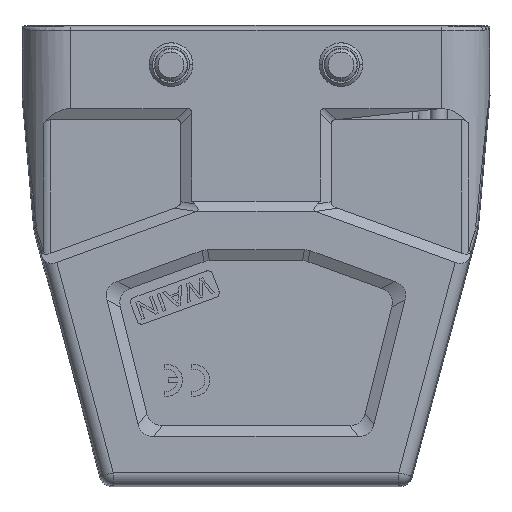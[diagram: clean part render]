
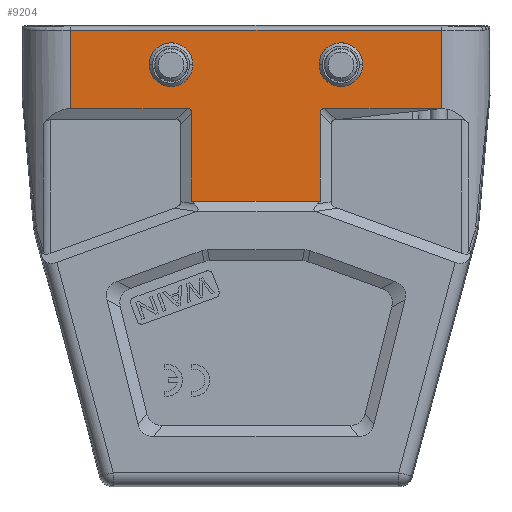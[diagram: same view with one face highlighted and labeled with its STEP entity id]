
A CAD part, front view. The second image highlights one B-rep face of the part: STEP entity #9204.
In plain terms, the highlighted planar face has unit normal (0, -1, 0).
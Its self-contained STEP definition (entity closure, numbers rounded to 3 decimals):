
#333=DIRECTION('',(0.,0.,1.));
#334=VECTOR('',#333,12.217);
#335=CARTESIAN_POINT('',(28.878,-21.5,-13.));
#336=LINE('',#335,#334);
#347=CARTESIAN_POINT('',(28.878,-21.5,
-0.783));
#362=DIRECTION('',(-1.,0.,0.));
#363=VECTOR('',#362,57.755);
#364=CARTESIAN_POINT('',(28.878,-21.5,
-0.783));
#365=LINE('',#364,#363);
#370=DIRECTION('',(-1.,0.,0.));
#371=VECTOR('',#370,18.128);
#372=CARTESIAN_POINT('',(28.878,-21.5,-13.));
#373=LINE('',#372,#371);
#374=CARTESIAN_POINT('',(10.75,-21.5,-13.));
#375=CARTESIAN_POINT('',(10.5,-21.5,-13.));
#376=CARTESIAN_POINT('',(10.138,-21.5,-13.138));
#377=CARTESIAN_POINT('',(10.,-21.5,-13.5));
#378=CARTESIAN_POINT('',(10.,-21.5,-13.75));
#380=DIRECTION('',(0.,0.,-1.));
#381=VECTOR('',#380,13.706);
#382=CARTESIAN_POINT('',(10.,-21.5,-13.75));
#383=LINE('',#382,#381);
#384=DIRECTION('',(0.,0.,1.));
#385=VECTOR('',#384,13.706);
#386=CARTESIAN_POINT('',(-10.,-21.5,-27.456));
#387=LINE('',#386,#385);
#388=CARTESIAN_POINT('',(-10.,-21.5,-13.75));
#389=CARTESIAN_POINT('',(-10.,-21.5,-13.5));
#390=CARTESIAN_POINT('',(-10.138,-21.5,-13.138));
#391=CARTESIAN_POINT('',(-10.5,-21.5,-13.));
#392=CARTESIAN_POINT('',(-10.75,-21.5,-13.));
#394=DIRECTION('',(-1.,0.,0.));
#395=VECTOR('',#394,18.128);
#396=CARTESIAN_POINT('',(-10.75,-21.5,-13.));
#397=LINE('',#396,#395);
#398=CARTESIAN_POINT('',(16.65,-21.5,-6.139));
#399=CARTESIAN_POINT('',(16.65,-21.5,-5.858));
#400=CARTESIAN_POINT('',(16.582,-21.5,-5.315));
#401=CARTESIAN_POINT('',(16.288,-21.5,-4.538));
#402=CARTESIAN_POINT('',(15.815,-21.5,-3.857));
#403=CARTESIAN_POINT('',(15.205,-21.5,-3.318));
#404=CARTESIAN_POINT('',(14.476,-21.5,-2.932));
#405=CARTESIAN_POINT('',(13.675,-21.5,-2.732));
#406=CARTESIAN_POINT('',(12.851,-21.5,-2.729));
#407=CARTESIAN_POINT('',(12.05,-21.5,-2.922));
#408=CARTESIAN_POINT('',(11.316,-21.5,-3.302));
#409=CARTESIAN_POINT('',(10.698,-21.5,-3.843));
#410=CARTESIAN_POINT('',(10.216,-21.5,-4.528));
#411=CARTESIAN_POINT('',(9.918,-21.5,-5.313));
#412=CARTESIAN_POINT('',(9.85,-21.5,-5.857));
#413=CARTESIAN_POINT('',(9.85,-21.5,-6.139));
#415=CARTESIAN_POINT('',(9.85,-21.5,-6.139));
#416=CARTESIAN_POINT('',(9.85,-21.5,-6.42));
#417=CARTESIAN_POINT('',(9.918,-21.5,-6.963));
#418=CARTESIAN_POINT('',(10.212,-21.5,-7.74));
#419=CARTESIAN_POINT('',(10.685,-21.5,-8.42));
#420=CARTESIAN_POINT('',(11.295,-21.5,-8.96));
#421=CARTESIAN_POINT('',(12.024,-21.5,-9.346));
#422=CARTESIAN_POINT('',(12.825,-21.5,-9.546));
#423=CARTESIAN_POINT('',(13.649,-21.5,-9.549));
#424=CARTESIAN_POINT('',(14.45,-21.5,-9.356));
#425=CARTESIAN_POINT('',(15.184,-21.5,-8.975));
#426=CARTESIAN_POINT('',(15.802,-21.5,-8.435));
#427=CARTESIAN_POINT('',(16.284,-21.5,-7.749));
#428=CARTESIAN_POINT('',(16.582,-21.5,-6.965));
#429=CARTESIAN_POINT('',(16.65,-21.5,-6.42));
#430=CARTESIAN_POINT('',(16.65,-21.5,-6.139));
#432=CARTESIAN_POINT('',(-9.85,-21.5,-6.139));
#433=CARTESIAN_POINT('',(-9.85,-21.5,-5.858));
#434=CARTESIAN_POINT('',(-9.918,-21.5,-5.315));
#435=CARTESIAN_POINT('',(-10.212,-21.5,-4.538));
#436=CARTESIAN_POINT('',(-10.685,-21.5,-3.857));
#437=CARTESIAN_POINT('',(-11.295,-21.5,-3.318));
#438=CARTESIAN_POINT('',(-12.024,-21.5,-2.932));
#439=CARTESIAN_POINT('',(-12.825,-21.5,-2.732));
#440=CARTESIAN_POINT('',(-13.649,-21.5,-2.729));
#441=CARTESIAN_POINT('',(-14.45,-21.5,-2.922));
#442=CARTESIAN_POINT('',(-15.184,-21.5,-3.302));
#443=CARTESIAN_POINT('',(-15.802,-21.5,-3.843));
#444=CARTESIAN_POINT('',(-16.284,-21.5,-4.528));
#445=CARTESIAN_POINT('',(-16.582,-21.5,-5.313));
#446=CARTESIAN_POINT('',(-16.65,-21.5,-5.857));
#447=CARTESIAN_POINT('',(-16.65,-21.5,-6.139));
#449=CARTESIAN_POINT('',(-16.65,-21.5,-6.139));
#450=CARTESIAN_POINT('',(-16.65,-21.5,-6.42));
#451=CARTESIAN_POINT('',(-16.582,-21.5,-6.963));
#452=CARTESIAN_POINT('',(-16.288,-21.5,-7.74));
#453=CARTESIAN_POINT('',(-15.815,-21.5,-8.42));
#454=CARTESIAN_POINT('',(-15.205,-21.5,-8.96));
#455=CARTESIAN_POINT('',(-14.476,-21.5,-9.346));
#456=CARTESIAN_POINT('',(-13.675,-21.5,-9.546));
#457=CARTESIAN_POINT('',(-12.851,-21.5,-9.549));
#458=CARTESIAN_POINT('',(-12.05,-21.5,-9.356));
#459=CARTESIAN_POINT('',(-11.316,-21.5,-8.975));
#460=CARTESIAN_POINT('',(-10.698,-21.5,-8.435));
#461=CARTESIAN_POINT('',(-10.216,-21.5,-7.749));
#462=CARTESIAN_POINT('',(-9.918,-21.5,-6.965));
#463=CARTESIAN_POINT('',(-9.85,-21.5,-6.42));
#464=CARTESIAN_POINT('',(-9.85,-21.5,-6.139));
#466=CARTESIAN_POINT('',(28.878,-21.5,-13.));
#636=DIRECTION('',(1.,0.,0.));
#637=VECTOR('',#636,20.);
#638=CARTESIAN_POINT('',(-10.,-21.5,-27.456));
#639=LINE('',#638,#637);
#723=DIRECTION('',(0.,0.,-1.));
#724=VECTOR('',#723,12.217);
#725=CARTESIAN_POINT('',(-28.878,-21.5,
-0.783));
#726=LINE('',#725,#724);
#7150=VERTEX_POINT('',#347);
#7155=VERTEX_POINT('',#466);
#7159=CARTESIAN_POINT('',(-28.878,-21.5,
-0.783));
#7160=VERTEX_POINT('',#7159);
#7163=CARTESIAN_POINT('',(10.75,-21.5,-13.));
#7164=VERTEX_POINT('',#7163);
#7165=VERTEX_POINT('',#378);
#7166=CARTESIAN_POINT('',(10.,-21.5,-27.456));
#7167=VERTEX_POINT('',#7166);
#7168=CARTESIAN_POINT('',(-10.,-21.5,-27.456));
#7169=VERTEX_POINT('',#7168);
#7170=CARTESIAN_POINT('',(-10.,-21.5,-13.75));
#7171=VERTEX_POINT('',#7170);
#7172=VERTEX_POINT('',#392);
#7173=CARTESIAN_POINT('',(-28.878,-21.5,-13.));
#7174=VERTEX_POINT('',#7173);
#7175=VERTEX_POINT('',#398);
#7176=VERTEX_POINT('',#413);
#7177=VERTEX_POINT('',#432);
#7178=VERTEX_POINT('',#447);
#9167=CARTESIAN_POINT('',(0.,-21.5,0.));
#9168=DIRECTION('',(0.,1.,0.));
#9169=DIRECTION('',(-1.,0.,0.));
#9170=AXIS2_PLACEMENT_3D('',#9167,#9168,#9169);
#9171=PLANE('',#9170);
#9172=ORIENTED_EDGE('',*,*,#9157,.F.);
#9173=ORIENTED_EDGE('',*,*,#9132,.F.);
#9175=ORIENTED_EDGE('',*,*,#9174,.T.);
#9177=ORIENTED_EDGE('',*,*,#9176,.T.);
#9179=ORIENTED_EDGE('',*,*,#9178,.T.);
#9181=ORIENTED_EDGE('',*,*,#9180,.F.);
#9183=ORIENTED_EDGE('',*,*,#9182,.T.);
#9185=ORIENTED_EDGE('',*,*,#9184,.T.);
#9187=ORIENTED_EDGE('',*,*,#9186,.T.);
#9189=ORIENTED_EDGE('',*,*,#9188,.F.);
#9190=EDGE_LOOP('',(#9172,#9173,#9175,#9177,#9179,#9181,#9183,#9185,#9187,
#9189));
#9191=FACE_OUTER_BOUND('',#9190,.F.);
#9193=ORIENTED_EDGE('',*,*,#9192,.T.);
#9195=ORIENTED_EDGE('',*,*,#9194,.T.);
#9196=EDGE_LOOP('',(#9193,#9195));
#9197=FACE_BOUND('',#9196,.F.);
#9199=ORIENTED_EDGE('',*,*,#9198,.T.);
#9201=ORIENTED_EDGE('',*,*,#9200,.T.);
#9202=EDGE_LOOP('',(#9199,#9201));
#9203=FACE_BOUND('',#9202,.F.);
#9204=ADVANCED_FACE('',(#9191,#9197,#9203),#9171,.F.);
#379=B_SPLINE_CURVE_WITH_KNOTS('',3,(#374,#375,#376,#377,#378),.UNSPECIFIED.,
.F.,.F.,(4,1,4),(0.,0.5,1.),.UNSPECIFIED.);
#393=B_SPLINE_CURVE_WITH_KNOTS('',3,(#388,#389,#390,#391,#392),.UNSPECIFIED.,
.F.,.F.,(4,1,4),(0.,0.5,1.),.UNSPECIFIED.);
#414=B_SPLINE_CURVE_WITH_KNOTS('',3,(#398,#399,#400,#401,#402,#403,#404,#405,
#406,#407,#408,#409,#410,#411,#412,#413),.UNSPECIFIED.,.F.,.F.,(4,1,1,1,1,1,1,1,
1,1,1,1,1,4),(0.,0.077,0.154,0.231,
0.308,0.385,0.462,0.538,
0.615,0.692,0.769,0.846,
0.923,1.),.UNSPECIFIED.);
#431=B_SPLINE_CURVE_WITH_KNOTS('',3,(#415,#416,#417,#418,#419,#420,#421,#422,
#423,#424,#425,#426,#427,#428,#429,#430),.UNSPECIFIED.,.F.,.F.,(4,1,1,1,1,1,1,1,
1,1,1,1,1,4),(0.,0.077,0.154,0.231,
0.308,0.385,0.462,0.538,
0.615,0.692,0.769,0.846,
0.923,1.),.UNSPECIFIED.);
#448=B_SPLINE_CURVE_WITH_KNOTS('',3,(#432,#433,#434,#435,#436,#437,#438,#439,
#440,#441,#442,#443,#444,#445,#446,#447),.UNSPECIFIED.,.F.,.F.,(4,1,1,1,1,1,1,1,
1,1,1,1,1,4),(0.,0.077,0.154,0.231,
0.308,0.385,0.462,0.538,
0.615,0.692,0.769,0.846,
0.923,1.),.UNSPECIFIED.);
#465=B_SPLINE_CURVE_WITH_KNOTS('',3,(#449,#450,#451,#452,#453,#454,#455,#456,
#457,#458,#459,#460,#461,#462,#463,#464),.UNSPECIFIED.,.F.,.F.,(4,1,1,1,1,1,1,1,
1,1,1,1,1,4),(0.,0.077,0.154,0.231,
0.308,0.385,0.462,0.538,
0.615,0.692,0.769,0.846,
0.923,1.),.UNSPECIFIED.);
#9132=EDGE_CURVE('',#7155,#7150,#336,.T.);
#9157=EDGE_CURVE('',#7150,#7160,#365,.T.);
#9174=EDGE_CURVE('',#7155,#7164,#373,.T.);
#9176=EDGE_CURVE('',#7164,#7165,#379,.T.);
#9178=EDGE_CURVE('',#7165,#7167,#383,.T.);
#9180=EDGE_CURVE('',#7169,#7167,#639,.T.);
#9182=EDGE_CURVE('',#7169,#7171,#387,.T.);
#9184=EDGE_CURVE('',#7171,#7172,#393,.T.);
#9186=EDGE_CURVE('',#7172,#7174,#397,.T.);
#9188=EDGE_CURVE('',#7160,#7174,#726,.T.);
#9192=EDGE_CURVE('',#7175,#7176,#414,.T.);
#9194=EDGE_CURVE('',#7176,#7175,#431,.T.);
#9198=EDGE_CURVE('',#7177,#7178,#448,.T.);
#9200=EDGE_CURVE('',#7178,#7177,#465,.T.);
